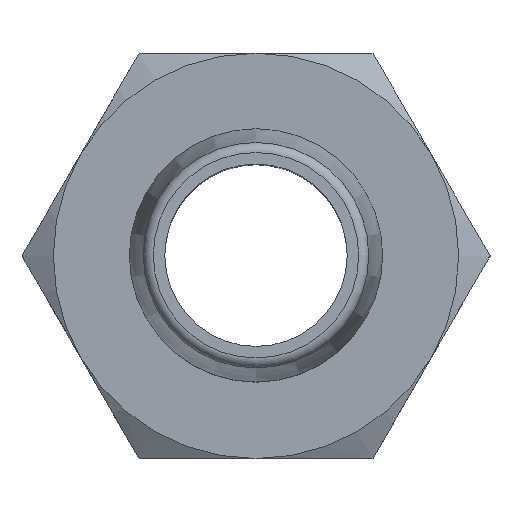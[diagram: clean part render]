
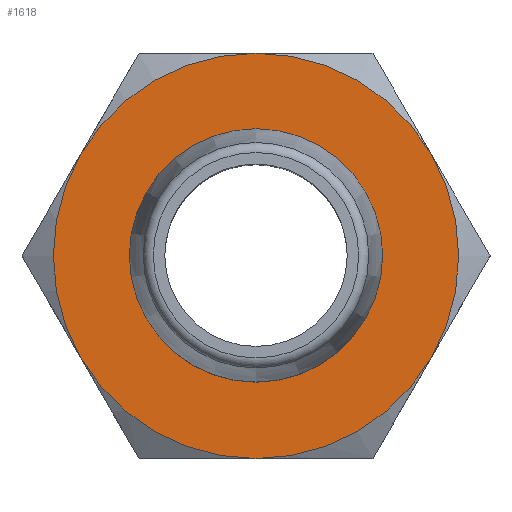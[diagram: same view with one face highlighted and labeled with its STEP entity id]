
A CAD part, top view. The second image highlights one B-rep face of the part: STEP entity #1618.
In plain terms, the highlighted face is planar.
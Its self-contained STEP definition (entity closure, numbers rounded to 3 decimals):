
#447=PLANE('',#1531);
#484=ORIENTED_EDGE('',*,*,#677,.T.);
#485=ORIENTED_EDGE('',*,*,#678,.T.);
#486=ORIENTED_EDGE('',*,*,#679,.T.);
#487=ORIENTED_EDGE('',*,*,#680,.F.);
#488=ORIENTED_EDGE('',*,*,#681,.T.);
#489=ORIENTED_EDGE('',*,*,#682,.T.);
#490=ORIENTED_EDGE('',*,*,#676,.F.);
#598=CIRCLE('',#1530,5.5);
#599=CIRCLE('',#1532,10.);
#600=CIRCLE('',#1533,10.);
#601=CIRCLE('',#1534,10.);
#602=CIRCLE('',#1535,10.);
#603=CIRCLE('',#1536,10.);
#604=CIRCLE('',#1537,10.);
#631=VERTEX_POINT('',#1393);
#632=VERTEX_POINT('',#1396);
#633=VERTEX_POINT('',#1397);
#634=VERTEX_POINT('',#1399);
#635=VERTEX_POINT('',#1401);
#636=VERTEX_POINT('',#1403);
#637=VERTEX_POINT('',#1405);
#676=EDGE_CURVE('',#631,#631,#598,.T.);
#677=EDGE_CURVE('',#632,#633,#599,.T.);
#678=EDGE_CURVE('',#633,#634,#600,.T.);
#679=EDGE_CURVE('',#634,#635,#601,.T.);
#680=EDGE_CURVE('',#636,#635,#602,.T.);
#681=EDGE_CURVE('',#636,#637,#603,.T.);
#682=EDGE_CURVE('',#637,#632,#604,.T.);
#751=EDGE_LOOP('',(#484,#485,#486,#487,#488,#489));
#752=EDGE_LOOP('',(#490));
#813=FACE_BOUND('',#751,.T.);
#814=FACE_BOUND('',#752,.T.);
#1200=DIRECTION('',(0.,1.,0.));
#1201=DIRECTION('',(0.,0.,-5.5));
#1202=DIRECTION('',(0.,1.,0.));
#1203=DIRECTION('',(1.,0.,0.));
#1204=DIRECTION('',(0.,1.,0.));
#1205=DIRECTION('',(-8.66,0.,-5.));
#1206=DIRECTION('',(0.,1.,0.));
#1207=DIRECTION('',(-8.66,0.,5.));
#1208=DIRECTION('',(0.,1.,0.));
#1209=DIRECTION('',(0.,0.,10.));
#1210=DIRECTION('',(0.,-1.,0.));
#1211=DIRECTION('',(8.66,0.,-5.));
#1212=DIRECTION('',(0.,1.,0.));
#1213=DIRECTION('',(8.66,0.,-5.));
#1214=DIRECTION('',(0.,1.,0.));
#1215=DIRECTION('',(0.,0.,-10.));
#1393=CARTESIAN_POINT('',(23.256,26.9,-5.5));
#1394=CARTESIAN_POINT('',(23.256,26.9,0.));
#1395=CARTESIAN_POINT('',(33.256,26.9,0.));
#1396=CARTESIAN_POINT('',(14.596,26.9,-5.));
#1397=CARTESIAN_POINT('',(14.596,26.9,5.));
#1398=CARTESIAN_POINT('',(23.256,26.9,0.));
#1399=CARTESIAN_POINT('',(23.256,26.9,10.));
#1400=CARTESIAN_POINT('',(23.256,26.9,0.));
#1401=CARTESIAN_POINT('',(31.916,26.9,5.));
#1402=CARTESIAN_POINT('',(23.256,26.9,0.));
#1403=CARTESIAN_POINT('',(31.916,26.9,-5.));
#1404=CARTESIAN_POINT('',(23.256,26.9,0.));
#1405=CARTESIAN_POINT('',(23.256,26.9,-10.));
#1406=CARTESIAN_POINT('',(23.256,26.9,0.));
#1407=CARTESIAN_POINT('',(23.256,26.9,0.));
#1530=AXIS2_PLACEMENT_3D('',#1394,#1200,#1201);
#1531=AXIS2_PLACEMENT_3D('',#1395,#1202,#1203);
#1532=AXIS2_PLACEMENT_3D('',#1398,#1204,#1205);
#1533=AXIS2_PLACEMENT_3D('',#1400,#1206,#1207);
#1534=AXIS2_PLACEMENT_3D('',#1402,#1208,#1209);
#1535=AXIS2_PLACEMENT_3D('',#1404,#1210,#1211);
#1536=AXIS2_PLACEMENT_3D('',#1406,#1212,#1213);
#1537=AXIS2_PLACEMENT_3D('',#1407,#1214,#1215);
#1618=ADVANCED_FACE('',(#813,#814),#447,.T.);
